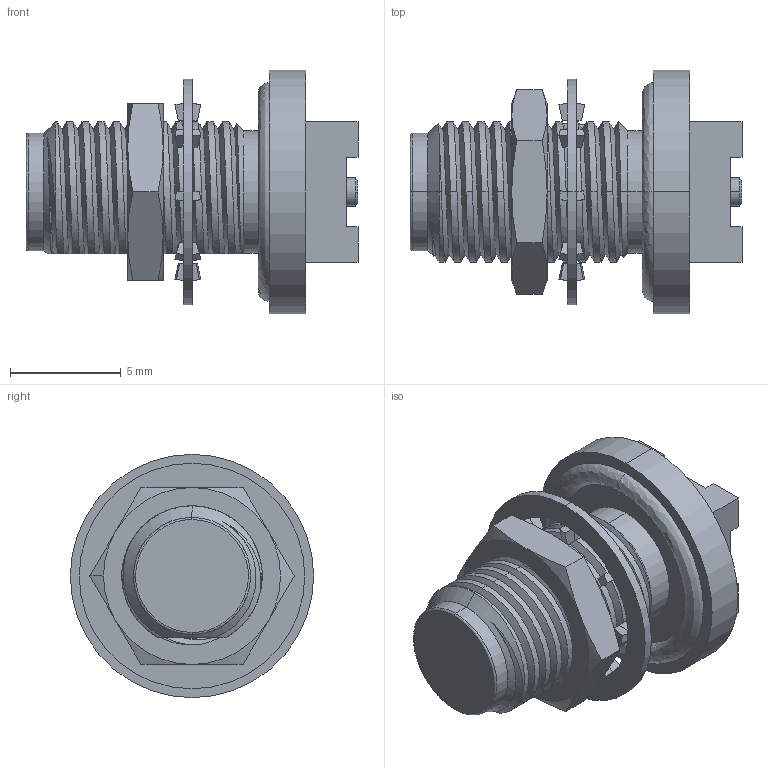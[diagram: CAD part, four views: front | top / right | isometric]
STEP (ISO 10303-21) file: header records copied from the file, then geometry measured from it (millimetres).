
FILE_DESCRIPTION (( 'STEP AP214' ), '1' );
FILE_NAME ('FMCN5221_3D.step', '2024-07-31T17:08:52', ( '' ), ( '' ), 'SwSTEP 2.0', 'SolidWorks 2022', '' );
FILE_SCHEMA (( 'AUTOMOTIVE_DESIGN' ));
Length unit declared in the file: inch
Products named in the file (4): Copy of 8.638.105^FMCN5221; Copy of 7.722.107^FMCN5221; Copy of RFPCB-SMA-FS18G-67^FMCN5221; FMCN5221_3D
Assembly tree (3 placements, depth 2):
  FMCN5221_3D
    Copy of 7.722.107^FMCN5221
    Copy of 8.638.105^FMCN5221
    Copy of RFPCB-SMA-FS18G-67^FMCN5221
Bounding box: 15.01 x 11 x 11 mm (x, y, z)
Volume: 613.7 mm3; surface area: 863 mm2
Topology: 3 solids, 3 shells, 217 faces, 595 edges, 390 vertices
Faces by surface type: cylinder 84, bspline 72, plane 35, cone 26
Entity records: 20593 total; most frequent: CARTESIAN_POINT 15824, ORIENTED_EDGE 1190, DIRECTION 649, EDGE_CURVE 595, VERTEX_POINT 390, B_SPLINE_CURVE_WITH_KNOTS 274, AXIS2_PLACEMENT_3D 249, EDGE_LOOP 227
